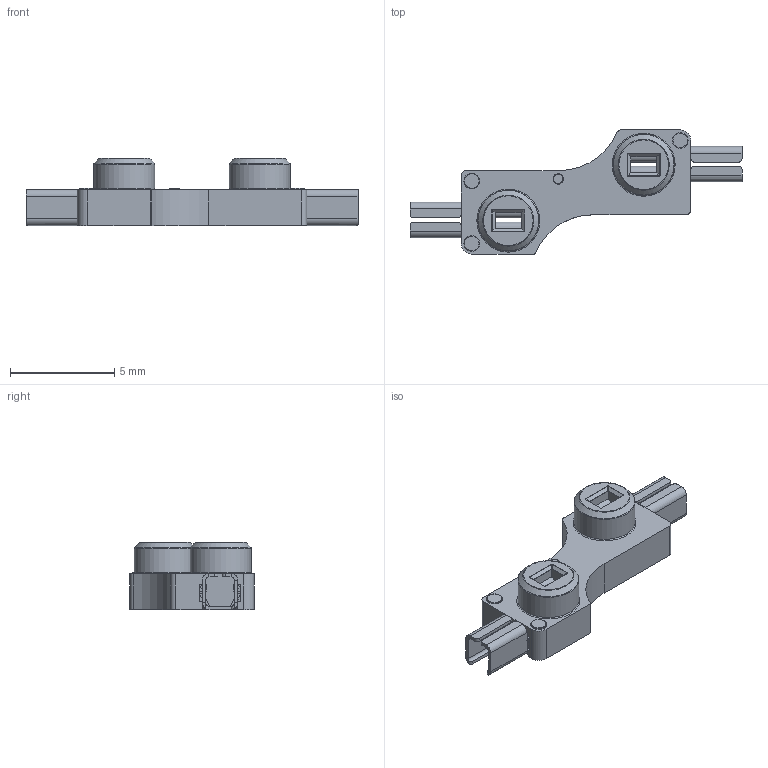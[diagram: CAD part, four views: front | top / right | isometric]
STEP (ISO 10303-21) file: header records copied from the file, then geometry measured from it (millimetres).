
FILE_DESCRIPTION(/* description */ (''),/* implementation_level */ '2;1');
FILE_NAME(/* name */ 'Hotswap Socket v1.step',/* time_stamp */ '2024-07-28T21:31:32+08:00',/* author */ (''),/* organization */ (''),/* preprocessor_version */ 'ST-DEVELOPER v20',/* originating_system */ 'Autodesk Translation Framework v13.14.0.145',/* authorisation */ '');
FILE_SCHEMA (('AUTOMOTIVE_DESIGN { 1 0 10303 214 3 1 1 }'));
Length unit declared in the file: millimetre
Products named in the file (2): Hotswap Socket; 零部件1
Assembly tree (2 placements, depth 2):
  Hotswap Socket
    零部件1  x2
Bounding box: 15.92 x 5.95 x 3.22 mm (x, y, z)
Volume: 79.1 mm3; surface area: 327.9 mm2
Topology: 3 solids, 3 shells, 434 faces, 996 edges, 572 vertices
Faces by surface type: plane 292, cylinder 106, bspline 24, torus 10, cone 2
Full cylindrical faces by diameter (mm): 0.5 x1, 0.75 x3, 2.92 x2
Entity records: 8948 total; most frequent: CARTESIAN_POINT 2062, DIRECTION 1431, ORIENTED_EDGE 1390, EDGE_CURVE 695, LINE 485, VECTOR 485, AXIS2_PLACEMENT_3D 473, VERTEX_POINT 408
